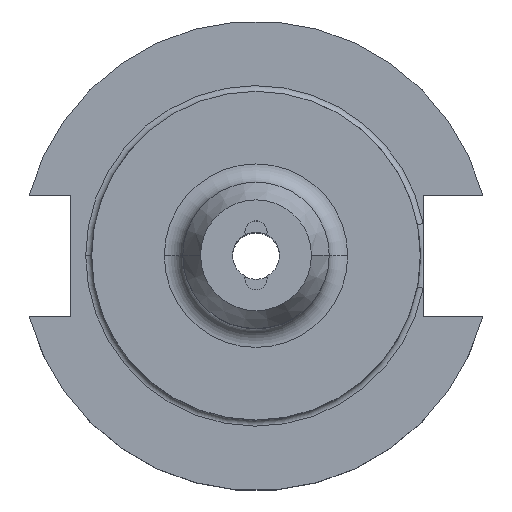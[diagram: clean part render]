
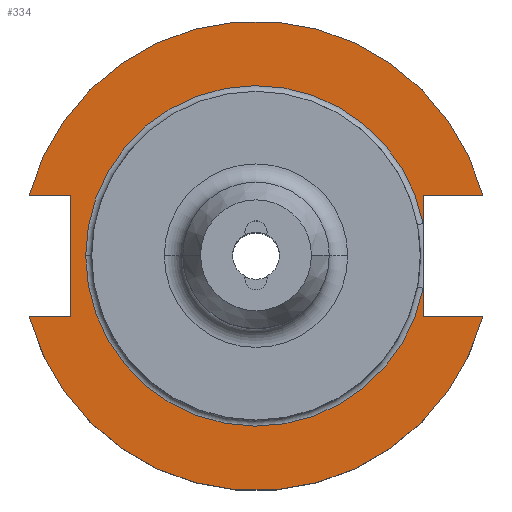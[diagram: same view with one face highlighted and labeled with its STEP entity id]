
A CAD part, top view. The second image highlights one B-rep face of the part: STEP entity #334.
In plain terms, the highlighted planar face has unit normal (0, 0, 1).
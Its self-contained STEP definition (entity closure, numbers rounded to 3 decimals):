
#1 = ORIENTED_EDGE ( 'NONE', *, *, #1360, .T. ) ;
#36 = CARTESIAN_POINT ( 'NONE',  ( 0., 0., 19.05 ) ) ;
#41 = CARTESIAN_POINT ( 'NONE',  ( 22.606, 4.373, 19.05 ) ) ;
#122 = PLANE ( 'NONE',  #235 ) ;
#136 = EDGE_CURVE ( 'NONE', #1201, #1570, #1002, .T. ) ;
#157 = VECTOR ( 'NONE', #557, 1000. ) ;
#193 = DIRECTION ( 'NONE',  ( 1., 0., 0. ) ) ;
#194 = DIRECTION ( 'NONE',  ( 1., 0., 0. ) ) ;
#212 = LINE ( 'NONE', #1422, #1404 ) ;
#223 = ORIENTED_EDGE ( 'NONE', *, *, #1501, .T. ) ;
#235 = AXIS2_PLACEMENT_3D ( 'NONE', #279, #1367, #431 ) ;
#248 = CARTESIAN_POINT ( 'NONE',  ( 30.675, 8.191, 19.05 ) ) ;
#270 = EDGE_CURVE ( 'NONE', #1948, #782, #1594, .T. ) ;
#274 = AXIS2_PLACEMENT_3D ( 'NONE', #1730, #403, #1633 ) ;
#279 = CARTESIAN_POINT ( 'NONE',  ( 0., 22.225, 19.05 ) ) ;
#297 = CARTESIAN_POINT ( 'NONE',  ( -25.091, -8.191, 19.05 ) ) ;
#304 = DIRECTION ( 'NONE',  ( 0., 1., 0. ) ) ;
#313 = EDGE_CURVE ( 'NONE', #907, #1762, #1539, .T. ) ;
#334 = ADVANCED_FACE ( 'NONE', ( #1450 ), #122, .F. ) ;
#340 = CARTESIAN_POINT ( 'NONE',  ( -61.091, 8.191, 19.05 ) ) ;
#397 = DIRECTION ( 'NONE',  ( 0., 0., -1. ) ) ;
#403 = DIRECTION ( 'NONE',  ( 0., 0., 1. ) ) ;
#410 = CARTESIAN_POINT ( 'NONE',  ( -25.091, 8.191, 19.05 ) ) ;
#430 = CARTESIAN_POINT ( 'NONE',  ( 0., 8.191, 19.05 ) ) ;
#431 = DIRECTION ( 'NONE',  ( -1., 0., 0. ) ) ;
#455 = CARTESIAN_POINT ( 'NONE',  ( 22.606, -8.191, 19.05 ) ) ;
#471 = ORIENTED_EDGE ( 'NONE', *, *, #1604, .F. ) ;
#473 = LINE ( 'NONE', #1544, #1667 ) ;
#556 = EDGE_CURVE ( 'NONE', #757, #1570, #1515, .T. ) ;
#557 = DIRECTION ( 'NONE',  ( 0., 1., 0. ) ) ;
#576 = CARTESIAN_POINT ( 'NONE',  ( -25.091, 8.191, 19.05 ) ) ;
#590 = ORIENTED_EDGE ( 'NONE', *, *, #1463, .F. ) ;
#614 = LINE ( 'NONE', #1638, #157 ) ;
#674 = CARTESIAN_POINT ( 'NONE',  ( -23.025, 0., 19.05 ) ) ;
#683 = AXIS2_PLACEMENT_3D ( 'NONE', #36, #397, #1356 ) ;
#686 = VECTOR ( 'NONE', #193, 1000. ) ;
#695 = VECTOR ( 'NONE', #739, 1000. ) ;
#711 = DIRECTION ( 'NONE',  ( 0., 0., -1. ) ) ;
#714 = VECTOR ( 'NONE', #1837, 1000. ) ;
#739 = DIRECTION ( 'NONE',  ( -1., 0., 0. ) ) ;
#757 = VERTEX_POINT ( 'NONE', #455 ) ;
#782 = VERTEX_POINT ( 'NONE', #1224 ) ;
#812 = CARTESIAN_POINT ( 'NONE',  ( 0., 0., 19.05 ) ) ;
#852 = VERTEX_POINT ( 'NONE', #1516 ) ;
#856 = ORIENTED_EDGE ( 'NONE', *, *, #1107, .T. ) ;
#876 = DIRECTION ( 'NONE',  ( -1., 0., 0. ) ) ;
#877 = DIRECTION ( 'NONE',  ( 0., 0., 1. ) ) ;
#907 = VERTEX_POINT ( 'NONE', #410 ) ;
#930 = DIRECTION ( 'NONE',  ( 1., 0., 0. ) ) ;
#937 = EDGE_CURVE ( 'NONE', #1684, #852, #614, .T. ) ;
#1002 = CIRCLE ( 'NONE', #274, 31.75 ) ;
#1063 = CARTESIAN_POINT ( 'NONE',  ( 30.675, -8.191, 19.05 ) ) ;
#1107 = EDGE_CURVE ( 'NONE', #1917, #1684, #1512, .T. ) ;
#1132 = VECTOR ( 'NONE', #194, 1000. ) ;
#1141 = EDGE_CURVE ( 'NONE', #1445, #1917, #1829, .T. ) ;
#1152 = ORIENTED_EDGE ( 'NONE', *, *, #556, .F. ) ;
#1154 = LINE ( 'NONE', #430, #695 ) ;
#1169 = ORIENTED_EDGE ( 'NONE', *, *, #136, .T. ) ;
#1201 = VERTEX_POINT ( 'NONE', #1653 ) ;
#1207 = AXIS2_PLACEMENT_3D ( 'NONE', #812, #711, #876 ) ;
#1224 = CARTESIAN_POINT ( 'NONE',  ( -30.675, 8.191, 19.05 ) ) ;
#1227 = ORIENTED_EDGE ( 'NONE', *, *, #313, .T. ) ;
#1244 = CARTESIAN_POINT ( 'NONE',  ( 22.606, -4.373, 19.05 ) ) ;
#1276 = ORIENTED_EDGE ( 'NONE', *, *, #1141, .T. ) ;
#1321 = ORIENTED_EDGE ( 'NONE', *, *, #937, .T. ) ;
#1356 = DIRECTION ( 'NONE',  ( -1., 0., 0. ) ) ;
#1360 = EDGE_CURVE ( 'NONE', #782, #907, #1601, .T. ) ;
#1367 = DIRECTION ( 'NONE',  ( 0., 0., -1. ) ) ;
#1402 = EDGE_LOOP ( 'NONE', ( #223, #1276, #856, #1321, #471, #1459, #1, #1227, #590, #1169, #1152 ) ) ;
#1404 = VECTOR ( 'NONE', #930, 1000. ) ;
#1422 = CARTESIAN_POINT ( 'NONE',  ( -61.091, -8.191, 19.05 ) ) ;
#1445 = VERTEX_POINT ( 'NONE', #1244 ) ;
#1450 = FACE_OUTER_BOUND ( 'NONE', #1402, .T. ) ;
#1459 = ORIENTED_EDGE ( 'NONE', *, *, #270, .T. ) ;
#1463 = EDGE_CURVE ( 'NONE', #1201, #1762, #212, .T. ) ;
#1501 = EDGE_CURVE ( 'NONE', #757, #1445, #473, .T. ) ;
#1512 = CIRCLE ( 'NONE', #683, 23.025 ) ;
#1515 = LINE ( 'NONE', #1583, #686 ) ;
#1516 = CARTESIAN_POINT ( 'NONE',  ( 22.606, 8.191, 19.05 ) ) ;
#1528 = AXIS2_PLACEMENT_3D ( 'NONE', #1817, #877, #1968 ) ;
#1539 = LINE ( 'NONE', #576, #714 ) ;
#1544 = CARTESIAN_POINT ( 'NONE',  ( 22.606, 22.225, 19.05 ) ) ;
#1570 = VERTEX_POINT ( 'NONE', #1063 ) ;
#1583 = CARTESIAN_POINT ( 'NONE',  ( 0., -8.191, 19.05 ) ) ;
#1594 = CIRCLE ( 'NONE', #1528, 31.75 ) ;
#1601 = LINE ( 'NONE', #340, #1132 ) ;
#1604 = EDGE_CURVE ( 'NONE', #1948, #852, #1154, .T. ) ;
#1633 = DIRECTION ( 'NONE',  ( 1., 0., 0. ) ) ;
#1638 = CARTESIAN_POINT ( 'NONE',  ( 22.606, 22.225, 19.05 ) ) ;
#1653 = CARTESIAN_POINT ( 'NONE',  ( -30.675, -8.191, 19.05 ) ) ;
#1667 = VECTOR ( 'NONE', #304, 1000. ) ;
#1684 = VERTEX_POINT ( 'NONE', #41 ) ;
#1730 = CARTESIAN_POINT ( 'NONE',  ( 0., 0., 19.05 ) ) ;
#1762 = VERTEX_POINT ( 'NONE', #297 ) ;
#1817 = CARTESIAN_POINT ( 'NONE',  ( 0., 0., 19.05 ) ) ;
#1829 = CIRCLE ( 'NONE', #1207, 23.025 ) ;
#1837 = DIRECTION ( 'NONE',  ( 0., -1., 0. ) ) ;
#1917 = VERTEX_POINT ( 'NONE', #674 ) ;
#1948 = VERTEX_POINT ( 'NONE', #248 ) ;
#1968 = DIRECTION ( 'NONE',  ( 1., 0., 0. ) ) ;
